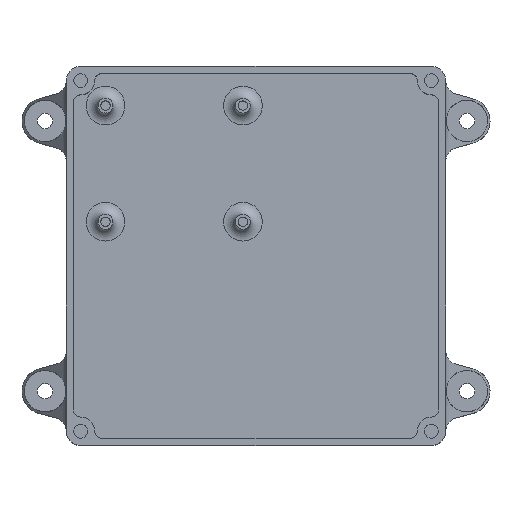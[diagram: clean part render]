
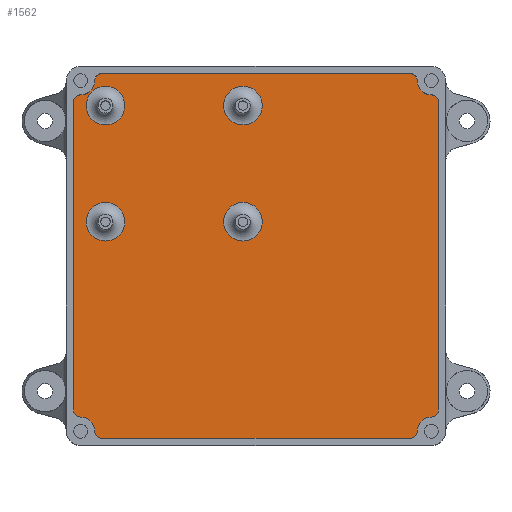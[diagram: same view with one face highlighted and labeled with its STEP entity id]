
A CAD part, top view. The second image highlights one B-rep face of the part: STEP entity #1562.
In plain terms, the highlighted planar face has unit normal (0, 0, 1).
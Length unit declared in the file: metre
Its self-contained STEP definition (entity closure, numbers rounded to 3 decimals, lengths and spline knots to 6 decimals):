
#40=CIRCLE('',#1687,0.00815);
#41=CIRCLE('',#1688,0.00815);
#42=CIRCLE('',#1689,0.00815);
#43=CIRCLE('',#1690,0.00815);
#44=CIRCLE('',#1691,0.003);
#45=CIRCLE('',#1692,0.006);
#46=CIRCLE('',#1693,0.003);
#47=CIRCLE('',#1694,0.003);
#48=CIRCLE('',#1695,0.006);
#49=CIRCLE('',#1696,0.003);
#50=CIRCLE('',#1697,0.003);
#51=CIRCLE('',#1698,0.006);
#52=CIRCLE('',#1699,0.003);
#53=CIRCLE('',#1700,0.003);
#54=CIRCLE('',#1701,0.006);
#55=CIRCLE('',#1702,0.003);
#256=ORIENTED_EDGE('',*,*,#692,.T.);
#257=ORIENTED_EDGE('',*,*,#693,.T.);
#258=ORIENTED_EDGE('',*,*,#694,.T.);
#259=ORIENTED_EDGE('',*,*,#695,.T.);
#260=ORIENTED_EDGE('',*,*,#686,.T.);
#261=ORIENTED_EDGE('',*,*,#696,.T.);
#262=ORIENTED_EDGE('',*,*,#697,.T.);
#263=ORIENTED_EDGE('',*,*,#698,.T.);
#264=ORIENTED_EDGE('',*,*,#688,.F.);
#265=ORIENTED_EDGE('',*,*,#699,.T.);
#266=ORIENTED_EDGE('',*,*,#700,.T.);
#267=ORIENTED_EDGE('',*,*,#701,.T.);
#268=ORIENTED_EDGE('',*,*,#676,.F.);
#269=ORIENTED_EDGE('',*,*,#702,.T.);
#270=ORIENTED_EDGE('',*,*,#703,.T.);
#271=ORIENTED_EDGE('',*,*,#704,.T.);
#272=ORIENTED_EDGE('',*,*,#680,.T.);
#273=ORIENTED_EDGE('',*,*,#705,.T.);
#274=ORIENTED_EDGE('',*,*,#706,.T.);
#275=ORIENTED_EDGE('',*,*,#707,.T.);
#676=EDGE_CURVE('',#892,#893,#1046,.T.);
#680=EDGE_CURVE('',#896,#897,#1050,.T.);
#686=EDGE_CURVE('',#903,#902,#1056,.T.);
#688=EDGE_CURVE('',#904,#905,#1058,.T.);
#692=EDGE_CURVE('',#908,#908,#40,.F.);
#693=EDGE_CURVE('',#909,#909,#41,.F.);
#694=EDGE_CURVE('',#910,#910,#42,.F.);
#695=EDGE_CURVE('',#911,#911,#43,.F.);
#696=EDGE_CURVE('',#902,#912,#44,.T.);
#697=EDGE_CURVE('',#912,#913,#45,.F.);
#698=EDGE_CURVE('',#913,#905,#46,.T.);
#699=EDGE_CURVE('',#904,#914,#47,.T.);
#700=EDGE_CURVE('',#914,#915,#48,.F.);
#701=EDGE_CURVE('',#915,#893,#49,.T.);
#702=EDGE_CURVE('',#892,#916,#50,.T.);
#703=EDGE_CURVE('',#916,#917,#51,.F.);
#704=EDGE_CURVE('',#917,#896,#52,.T.);
#705=EDGE_CURVE('',#897,#918,#53,.T.);
#706=EDGE_CURVE('',#918,#919,#54,.F.);
#707=EDGE_CURVE('',#919,#903,#55,.T.);
#892=VERTEX_POINT('',#2472);
#893=VERTEX_POINT('',#2473);
#896=VERTEX_POINT('',#2481);
#897=VERTEX_POINT('',#2482);
#902=VERTEX_POINT('',#2493);
#903=VERTEX_POINT('',#2495);
#904=VERTEX_POINT('',#2499);
#905=VERTEX_POINT('',#2500);
#908=VERTEX_POINT('',#2508);
#909=VERTEX_POINT('',#2510);
#910=VERTEX_POINT('',#2512);
#911=VERTEX_POINT('',#2514);
#912=VERTEX_POINT('',#2516);
#913=VERTEX_POINT('',#2518);
#914=VERTEX_POINT('',#2521);
#915=VERTEX_POINT('',#2523);
#916=VERTEX_POINT('',#2526);
#917=VERTEX_POINT('',#2528);
#918=VERTEX_POINT('',#2531);
#919=VERTEX_POINT('',#2533);
#1046=LINE('',#2471,#1138);
#1050=LINE('',#2480,#1142);
#1056=LINE('',#2494,#1148);
#1058=LINE('',#2498,#1150);
#1138=VECTOR('',#1942,1.);
#1142=VECTOR('',#1948,1.);
#1148=VECTOR('',#1956,1.);
#1150=VECTOR('',#1960,1.);
#1223=EDGE_LOOP('',(#256));
#1224=EDGE_LOOP('',(#257));
#1225=EDGE_LOOP('',(#258));
#1226=EDGE_LOOP('',(#259));
#1227=EDGE_LOOP('',(#260,#261,#262,#263,#264,#265,#266,#267,#268,#269,#270,
#271,#272,#273,#274,#275));
#1375=FACE_BOUND('',#1223,.T.);
#1376=FACE_BOUND('',#1224,.T.);
#1377=FACE_BOUND('',#1225,.T.);
#1378=FACE_BOUND('',#1226,.T.);
#1379=FACE_BOUND('',#1227,.T.);
#1519=PLANE('',#1686);
#1562=ADVANCED_FACE('',(#1375,#1376,#1377,#1378,#1379),#1519,.T.);
#1686=AXIS2_PLACEMENT_3D('',#2506,#1964,#1965);
#1687=AXIS2_PLACEMENT_3D('',#2507,#1966,#1967);
#1688=AXIS2_PLACEMENT_3D('',#2509,#1968,#1969);
#1689=AXIS2_PLACEMENT_3D('',#2511,#1970,#1971);
#1690=AXIS2_PLACEMENT_3D('',#2513,#1972,#1973);
#1691=AXIS2_PLACEMENT_3D('',#2515,#1974,#1975);
#1692=AXIS2_PLACEMENT_3D('',#2517,#1976,#1977);
#1693=AXIS2_PLACEMENT_3D('',#2519,#1978,#1979);
#1694=AXIS2_PLACEMENT_3D('',#2520,#1980,#1981);
#1695=AXIS2_PLACEMENT_3D('',#2522,#1982,#1983);
#1696=AXIS2_PLACEMENT_3D('',#2524,#1984,#1985);
#1697=AXIS2_PLACEMENT_3D('',#2525,#1986,#1987);
#1698=AXIS2_PLACEMENT_3D('',#2527,#1988,#1989);
#1699=AXIS2_PLACEMENT_3D('',#2529,#1990,#1991);
#1700=AXIS2_PLACEMENT_3D('',#2530,#1992,#1993);
#1701=AXIS2_PLACEMENT_3D('',#2532,#1994,#1995);
#1702=AXIS2_PLACEMENT_3D('',#2534,#1996,#1997);
#1942=DIRECTION('',(0.,-1.,0.));
#1948=DIRECTION('',(-1.,0.,0.));
#1956=DIRECTION('',(0.,-1.,0.));
#1960=DIRECTION('',(-1.,0.,0.));
#1964=DIRECTION('',(0.,0.,1.));
#1965=DIRECTION('',(1.,0.,0.));
#1966=DIRECTION('',(0.,0.,1.));
#1967=DIRECTION('',(1.,0.,0.));
#1968=DIRECTION('',(0.,0.,1.));
#1969=DIRECTION('',(1.,0.,0.));
#1970=DIRECTION('',(0.,0.,1.));
#1971=DIRECTION('',(1.,0.,0.));
#1972=DIRECTION('',(0.,0.,1.));
#1973=DIRECTION('',(1.,0.,0.));
#1974=DIRECTION('',(0.,0.,1.));
#1975=DIRECTION('',(1.,0.,0.));
#1976=DIRECTION('',(0.,0.,1.));
#1977=DIRECTION('',(1.,0.,0.));
#1978=DIRECTION('',(0.,0.,1.));
#1979=DIRECTION('',(1.,0.,0.));
#1980=DIRECTION('',(0.,0.,1.));
#1981=DIRECTION('',(1.,0.,0.));
#1982=DIRECTION('',(0.,0.,1.));
#1983=DIRECTION('',(1.,0.,0.));
#1984=DIRECTION('',(0.,0.,1.));
#1985=DIRECTION('',(1.,0.,0.));
#1986=DIRECTION('',(0.,0.,1.));
#1987=DIRECTION('',(1.,0.,0.));
#1988=DIRECTION('',(0.,0.,1.));
#1989=DIRECTION('',(1.,0.,0.));
#1990=DIRECTION('',(0.,0.,1.));
#1991=DIRECTION('',(1.,0.,0.));
#1992=DIRECTION('',(0.,0.,1.));
#1993=DIRECTION('',(1.,0.,0.));
#1994=DIRECTION('',(0.,0.,1.));
#1995=DIRECTION('',(1.,0.,0.));
#1996=DIRECTION('',(0.,0.,1.));
#1997=DIRECTION('',(1.,0.,0.));
#2471=CARTESIAN_POINT('',(0.077,0.,-0.022));
#2472=CARTESIAN_POINT('',(0.077,0.065,-0.022));
#2473=CARTESIAN_POINT('',(0.077,-0.065,-0.022));
#2480=CARTESIAN_POINT('',(0.,0.077,-0.022));
#2481=CARTESIAN_POINT('',(0.065,0.077,-0.022));
#2482=CARTESIAN_POINT('',(-0.065,0.077,-0.022));
#2493=CARTESIAN_POINT('',(-0.077,-0.065,-0.022));
#2494=CARTESIAN_POINT('',(-0.077,0.,-0.022));
#2495=CARTESIAN_POINT('',(-0.077,0.065,-0.022));
#2498=CARTESIAN_POINT('',(0.,-0.077,-0.022));
#2499=CARTESIAN_POINT('',(0.065,-0.077,-0.022));
#2500=CARTESIAN_POINT('',(-0.065,-0.077,-0.022));
#2506=CARTESIAN_POINT('',(0.,0.,-0.022));
#2507=CARTESIAN_POINT('',(-0.0635,0.0635,-0.022));
#2508=CARTESIAN_POINT('',(-0.05535,0.0635,-0.022));
#2509=CARTESIAN_POINT('',(-0.0055,0.0635,-0.022));
#2510=CARTESIAN_POINT('',(0.00265,0.0635,-0.022));
#2511=CARTESIAN_POINT('',(-0.0055,0.0145,-0.022));
#2512=CARTESIAN_POINT('',(0.00265,0.0145,-0.022));
#2513=CARTESIAN_POINT('',(-0.0635,0.0145,-0.022));
#2514=CARTESIAN_POINT('',(-0.05535,0.0145,-0.022));
#2515=CARTESIAN_POINT('',(-0.074,-0.065,-0.022));
#2516=CARTESIAN_POINT('',(-0.074,-0.068,-0.022));
#2517=CARTESIAN_POINT('',(-0.074,-0.074,-0.022));
#2518=CARTESIAN_POINT('',(-0.068,-0.074,-0.022));
#2519=CARTESIAN_POINT('',(-0.065,-0.074,-0.022));
#2520=CARTESIAN_POINT('',(0.065,-0.074,-0.022));
#2521=CARTESIAN_POINT('',(0.068,-0.074,-0.022));
#2522=CARTESIAN_POINT('',(0.074,-0.074,-0.022));
#2523=CARTESIAN_POINT('',(0.074,-0.068,-0.022));
#2524=CARTESIAN_POINT('',(0.074,-0.065,-0.022));
#2525=CARTESIAN_POINT('',(0.074,0.065,-0.022));
#2526=CARTESIAN_POINT('',(0.074,0.068,-0.022));
#2527=CARTESIAN_POINT('',(0.074,0.074,-0.022));
#2528=CARTESIAN_POINT('',(0.068,0.074,-0.022));
#2529=CARTESIAN_POINT('',(0.065,0.074,-0.022));
#2530=CARTESIAN_POINT('',(-0.065,0.074,-0.022));
#2531=CARTESIAN_POINT('',(-0.068,0.074,-0.022));
#2532=CARTESIAN_POINT('',(-0.074,0.074,-0.022));
#2533=CARTESIAN_POINT('',(-0.074,0.068,-0.022));
#2534=CARTESIAN_POINT('',(-0.074,0.065,-0.022));
